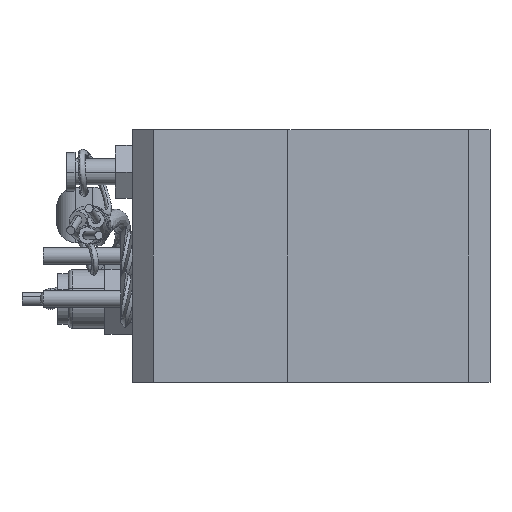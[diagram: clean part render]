
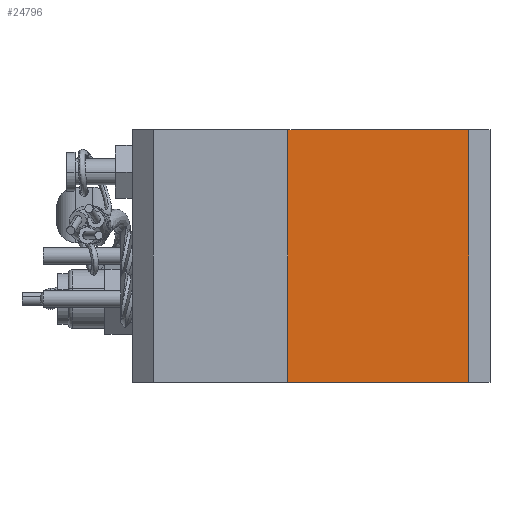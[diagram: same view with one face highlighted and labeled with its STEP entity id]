
A CAD part, left-side view. The second image highlights one B-rep face of the part: STEP entity #24796.
In plain terms, the highlighted planar face has unit normal (-1, 0, 0).
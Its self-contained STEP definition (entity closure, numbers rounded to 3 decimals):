
#341 = CARTESIAN_POINT ( 'NONE',  ( -9.525, 0., 7.62 ) ) ;
#1143 = DIRECTION ( 'NONE',  ( 0., 0., 1. ) ) ;
#1545 = EDGE_CURVE ( 'NONE', #23720, #16718, #27353, .T. ) ;
#1867 = CARTESIAN_POINT ( 'NONE',  ( -9.525, -10.922, 7.62 ) ) ;
#3125 = ORIENTED_EDGE ( 'NONE', *, *, #11197, .F. ) ;
#5115 = AXIS2_PLACEMENT_3D ( 'NONE', #341, #14939, #31949 ) ;
#6185 = LINE ( 'NONE', #9576, #11978 ) ;
#6446 = EDGE_CURVE ( 'NONE', #26999, #23720, #11155, .T. ) ;
#7199 = VERTEX_POINT ( 'NONE', #12302 ) ;
#7837 = LINE ( 'NONE', #27400, #27817 ) ;
#9576 = CARTESIAN_POINT ( 'NONE',  ( -9.525, 0., 7.62 ) ) ;
#10141 = ORIENTED_EDGE ( 'NONE', *, *, #1545, .T. ) ;
#11155 = LINE ( 'NONE', #30603, #16843 ) ;
#11197 = EDGE_CURVE ( 'NONE', #7199, #16718, #6185, .T. ) ;
#11241 = VECTOR ( 'NONE', #1143, 1000. ) ;
#11978 = VECTOR ( 'NONE', #14508, 1000. ) ;
#12302 = CARTESIAN_POINT ( 'NONE',  ( -9.525, 0., 7.62 ) ) ;
#14436 = CARTESIAN_POINT ( 'NONE',  ( -9.525, -10.922, -7.62 ) ) ;
#14508 = DIRECTION ( 'NONE',  ( 0., -1., 0. ) ) ;
#14939 = DIRECTION ( 'NONE',  ( 1., 0., 0. ) ) ;
#15283 = ORIENTED_EDGE ( 'NONE', *, *, #6446, .T. ) ;
#16718 = VERTEX_POINT ( 'NONE', #1867 ) ;
#16843 = VECTOR ( 'NONE', #18310, 1000. ) ;
#18310 = DIRECTION ( 'NONE',  ( 0., -1., 0. ) ) ;
#18943 = FACE_OUTER_BOUND ( 'NONE', #20764, .T. ) ;
#20764 = EDGE_LOOP ( 'NONE', ( #15283, #10141, #3125, #21960 ) ) ;
#21960 = ORIENTED_EDGE ( 'NONE', *, *, #31809, .F. ) ;
#23720 = VERTEX_POINT ( 'NONE', #14436 ) ;
#24796 = ADVANCED_FACE ( 'NONE', ( #18943 ), #26949, .F. ) ;
#25712 = CARTESIAN_POINT ( 'NONE',  ( -9.525, -10.922, 7.62 ) ) ;
#26949 = PLANE ( 'NONE',  #5115 ) ;
#26999 = VERTEX_POINT ( 'NONE', #29159 ) ;
#27353 = LINE ( 'NONE', #25712, #11241 ) ;
#27400 = CARTESIAN_POINT ( 'NONE',  ( -9.525, 0., 7.62 ) ) ;
#27817 = VECTOR ( 'NONE', #29783, 1000. ) ;
#29159 = CARTESIAN_POINT ( 'NONE',  ( -9.525, 0., -7.62 ) ) ;
#29783 = DIRECTION ( 'NONE',  ( 0., 0., 1. ) ) ;
#30603 = CARTESIAN_POINT ( 'NONE',  ( -9.525, 0., -7.62 ) ) ;
#31809 = EDGE_CURVE ( 'NONE', #26999, #7199, #7837, .T. ) ;
#31949 = DIRECTION ( 'NONE',  ( 0., 0., -1. ) ) ;
